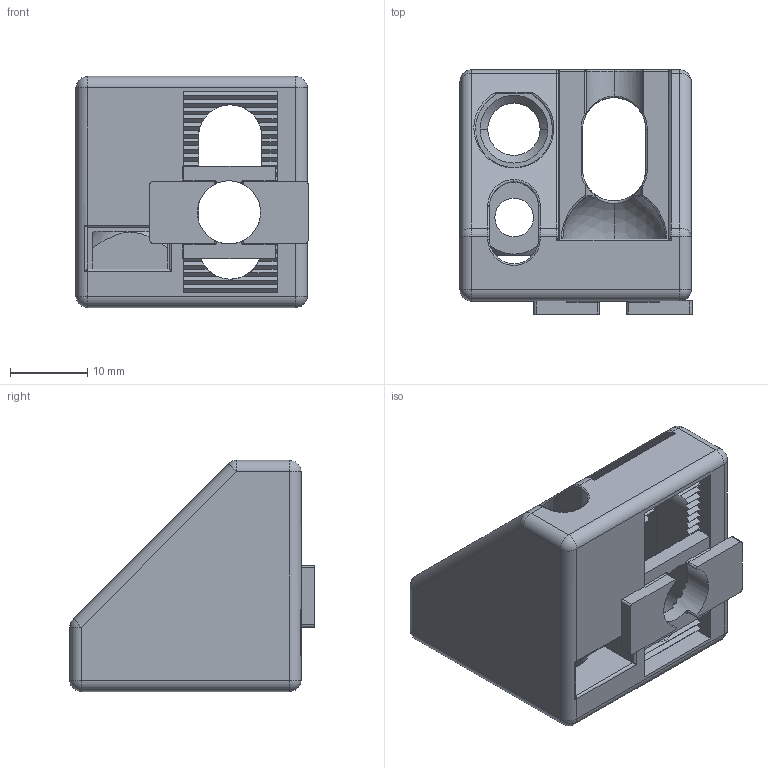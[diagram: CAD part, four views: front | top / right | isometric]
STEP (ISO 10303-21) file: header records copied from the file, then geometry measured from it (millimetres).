
FILE_DESCRIPTION(('STEP AP214'),'1');
FILE_NAME('fath_094z40s0817.stp','2017-06-26T12:25:41',('TraceParts'),('TraceParts S.A.'),'Spatial InterOp 3D',' ',' ');
FILE_SCHEMA(('automotive_design'));
Length unit declared in the file: millimetre
Products named in the file (3): fath_094z40s0817_1; fath_094z40s0817_2; fath_094z40s0817_3
Bounding box: 30.1 x 31.7 x 30 mm (x, y, z)
Volume: 10824.5 mm3; surface area: 7672.6 mm2
Topology: 3 solids, 3 shells, 649 faces, 1825 edges, 1165 vertices
Faces by surface type: plane 497, cylinder 85, torus 27, sphere 20, bspline 14, cone 6
Entity records: 26282 total; most frequent: CARTESIAN_POINT 4756, ORIENTED_EDGE 3622, DIRECTION 3118, EDGE_CURVE 1811, LINE 1428, VECTOR 1428, VERTEX_POINT 1165, AXIS2_PLACEMENT_3D 845
